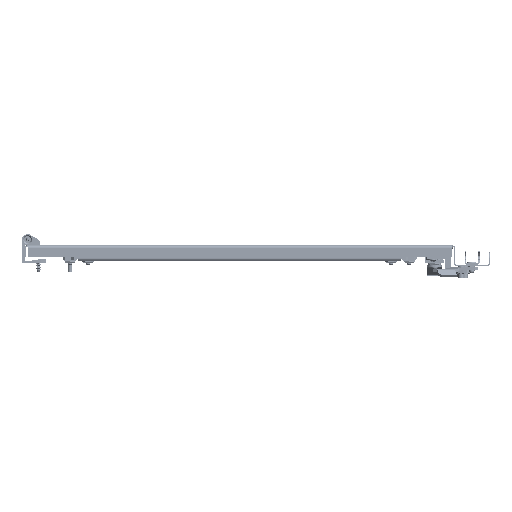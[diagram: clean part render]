
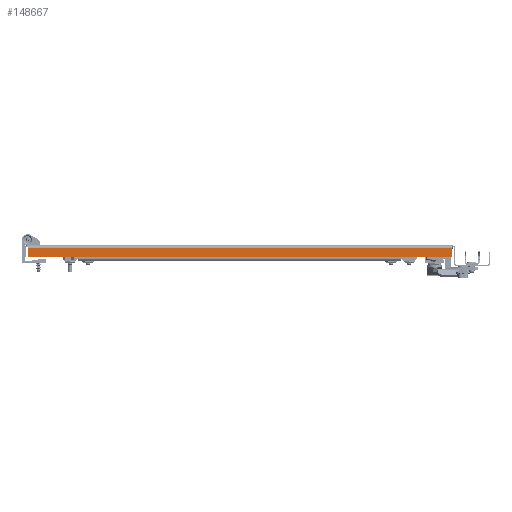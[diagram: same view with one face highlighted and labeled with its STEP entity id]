
A CAD part, front view. The second image highlights one B-rep face of the part: STEP entity #148667.
In plain terms, the highlighted planar face has unit normal (0, -1, 0).
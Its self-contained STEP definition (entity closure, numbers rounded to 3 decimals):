
#786 = CARTESIAN_POINT ( 'NONE',  ( 0., -795., 0. ) ) ;
#2689 = VERTEX_POINT ( 'NONE', #107181 ) ;
#11831 = LINE ( 'NONE', #117732, #80009 ) ;
#22459 = EDGE_CURVE ( 'NONE', #2689, #132960, #134804, .T. ) ;
#23861 = PLANE ( 'NONE',  #45598 ) ;
#28635 = VERTEX_POINT ( 'NONE', #98789 ) ;
#29664 = DIRECTION ( 'NONE',  ( 0., 0., 1. ) ) ;
#40221 = VECTOR ( 'NONE', #29664, 1000. ) ;
#42361 = VECTOR ( 'NONE', #86758, 1000. ) ;
#45598 = AXIS2_PLACEMENT_3D ( 'NONE', #786, #67629, #138212 ) ;
#49547 = LINE ( 'NONE', #143180, #98855 ) ;
#64619 = CARTESIAN_POINT ( 'NONE',  ( -292.25, -795., -4. ) ) ;
#67629 = DIRECTION ( 'NONE',  ( 0., 1., 0. ) ) ;
#68674 = ORIENTED_EDGE ( 'NONE', *, *, #22459, .F. ) ;
#69432 = DIRECTION ( 'NONE',  ( 1., 0., 0. ) ) ;
#76265 = ORIENTED_EDGE ( 'NONE', *, *, #116826, .T. ) ;
#80009 = VECTOR ( 'NONE', #69432, 1000. ) ;
#82939 = EDGE_CURVE ( 'NONE', #132960, #142207, #49547, .T. ) ;
#86758 = DIRECTION ( 'NONE',  ( 0., 0., 1. ) ) ;
#87039 = CARTESIAN_POINT ( 'NONE',  ( 292.25, -795., -4. ) ) ;
#98789 = CARTESIAN_POINT ( 'NONE',  ( 292.25, -795., -15.8 ) ) ;
#98855 = VECTOR ( 'NONE', #110168, 1000. ) ;
#107181 = CARTESIAN_POINT ( 'NONE',  ( -292.25, -795., -15.8 ) ) ;
#110168 = DIRECTION ( 'NONE',  ( 1., 0., 0. ) ) ;
#110561 = LINE ( 'NONE', #132044, #42361 ) ;
#114066 = CARTESIAN_POINT ( 'NONE',  ( -292.25, -795., 0. ) ) ;
#116826 = EDGE_CURVE ( 'NONE', #28635, #142207, #110561, .T. ) ;
#117446 = EDGE_LOOP ( 'NONE', ( #68674, #129055, #76265, #127464 ) ) ;
#117732 = CARTESIAN_POINT ( 'NONE',  ( 294.25, -795., -15.8 ) ) ;
#127464 = ORIENTED_EDGE ( 'NONE', *, *, #82939, .F. ) ;
#129055 = ORIENTED_EDGE ( 'NONE', *, *, #135219, .T. ) ;
#132044 = CARTESIAN_POINT ( 'NONE',  ( 292.25, -795., 0. ) ) ;
#132960 = VERTEX_POINT ( 'NONE', #64619 ) ;
#134804 = LINE ( 'NONE', #114066, #40221 ) ;
#135219 = EDGE_CURVE ( 'NONE', #2689, #28635, #11831, .T. ) ;
#138212 = DIRECTION ( 'NONE',  ( 0., 0., 1. ) ) ;
#142207 = VERTEX_POINT ( 'NONE', #87039 ) ;
#143180 = CARTESIAN_POINT ( 'NONE',  ( 0., -795., -4. ) ) ;
#148667 = ADVANCED_FACE ( 'NONE', ( #149732 ), #23861, .F. ) ;
#149732 = FACE_OUTER_BOUND ( 'NONE', #117446, .T. ) ;
